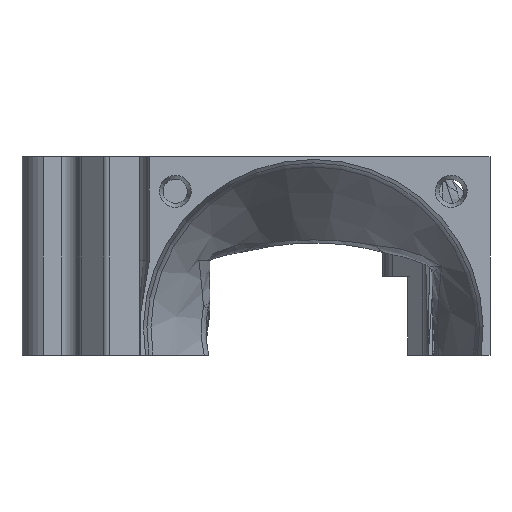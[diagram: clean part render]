
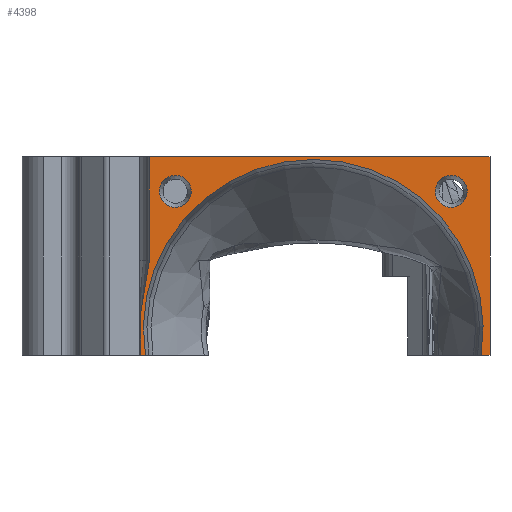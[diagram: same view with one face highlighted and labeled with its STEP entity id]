
A CAD part, left-side view. The second image highlights one B-rep face of the part: STEP entity #4398.
In plain terms, the highlighted planar face has unit normal (-1, 0, 0).
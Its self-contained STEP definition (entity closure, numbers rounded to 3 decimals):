
#348=FACE_BOUND('',#994,.T.);
#349=FACE_BOUND('',#995,.T.);
#421=CIRCLE('',#4590,1.85);
#422=CIRCLE('',#4591,1.85);
#430=CIRCLE('',#4607,1.);
#506=CIRCLE('',#4796,19.7);
#511=CIRCLE('',#4806,1.85);
#512=CIRCLE('',#4807,1.85);
#739=FACE_OUTER_BOUND('',#993,.T.);
#993=EDGE_LOOP('',(#3975,#3976,#3977,#3978,#3979,#3980,#3981,#3982,#3983));
#994=EDGE_LOOP('',(#3984,#3985));
#995=EDGE_LOOP('',(#3986,#3987));
#1093=LINE('',#6211,#1409);
#1218=LINE('',#7046,#1534);
#1220=LINE('',#7060,#1536);
#1300=LINE('',#9212,#1616);
#1305=LINE('',#9231,#1621);
#1318=LINE('',#9281,#1634);
#1321=LINE('',#9296,#1637);
#1409=VECTOR('',#5020,10.);
#1534=VECTOR('',#5403,10.);
#1536=VECTOR('',#5407,10.);
#1616=VECTOR('',#5815,10.);
#1621=VECTOR('',#5828,10.);
#1634=VECTOR('',#5879,10.);
#1637=VECTOR('',#5898,10.);
#1726=VERTEX_POINT('',#6206);
#1727=VERTEX_POINT('',#6210);
#1882=VERTEX_POINT('',#6780);
#1883=VERTEX_POINT('',#6782);
#1899=VERTEX_POINT('',#6981);
#1900=VERTEX_POINT('',#6982);
#1904=VERTEX_POINT('',#7059);
#2051=VERTEX_POINT('',#9209);
#2052=VERTEX_POINT('',#9211);
#2058=VERTEX_POINT('',#9228);
#2059=VERTEX_POINT('',#9230);
#2065=VERTEX_POINT('',#9290);
#2066=VERTEX_POINT('',#9292);
#2186=EDGE_CURVE('',#1727,#1726,#1093,.T.);
#2390=EDGE_CURVE('',#1883,#1882,#421,.T.);
#2391=EDGE_CURVE('',#1882,#1883,#422,.T.);
#2417=EDGE_CURVE('',#1899,#1900,#430,.T.);
#2425=EDGE_CURVE('',#1727,#1899,#1218,.T.);
#2427=EDGE_CURVE('',#1904,#1900,#1220,.T.);
#2686=EDGE_CURVE('',#2051,#2052,#1300,.T.);
#2694=EDGE_CURVE('',#2058,#2059,#1305,.T.);
#2711=EDGE_CURVE('',#1726,#2059,#506,.T.);
#2714=EDGE_CURVE('',#2051,#1904,#1318,.T.);
#2719=EDGE_CURVE('',#2066,#2065,#511,.T.);
#2720=EDGE_CURVE('',#2065,#2066,#512,.T.);
#2721=EDGE_CURVE('',#2052,#2058,#1321,.T.);
#3975=ORIENTED_EDGE('',*,*,#2686,.F.);
#3976=ORIENTED_EDGE('',*,*,#2714,.T.);
#3977=ORIENTED_EDGE('',*,*,#2427,.T.);
#3978=ORIENTED_EDGE('',*,*,#2417,.F.);
#3979=ORIENTED_EDGE('',*,*,#2425,.F.);
#3980=ORIENTED_EDGE('',*,*,#2186,.T.);
#3981=ORIENTED_EDGE('',*,*,#2711,.T.);
#3982=ORIENTED_EDGE('',*,*,#2694,.F.);
#3983=ORIENTED_EDGE('',*,*,#2721,.F.);
#3984=ORIENTED_EDGE('',*,*,#2390,.T.);
#3985=ORIENTED_EDGE('',*,*,#2391,.T.);
#3986=ORIENTED_EDGE('',*,*,#2719,.T.);
#3987=ORIENTED_EDGE('',*,*,#2720,.T.);
#4164=PLANE('',#4808);
#4398=ADVANCED_FACE('',(#739,#348,#349),#4164,.T.);
#4590=AXIS2_PLACEMENT_3D('',#6783,#5354,#5355);
#4591=AXIS2_PLACEMENT_3D('',#6784,#5356,#5357);
#4607=AXIS2_PLACEMENT_3D('',#6983,#5389,#5390);
#4796=AXIS2_PLACEMENT_3D('',#9276,#5869,#5870);
#4806=AXIS2_PLACEMENT_3D('',#9293,#5892,#5893);
#4807=AXIS2_PLACEMENT_3D('',#9294,#5894,#5895);
#4808=AXIS2_PLACEMENT_3D('',#9295,#5896,#5897);
#5020=DIRECTION('',(0.,-1.,0.));
#5354=DIRECTION('center_axis',(1.,0.,0.));
#5355=DIRECTION('ref_axis',(0.,0.,1.));
#5356=DIRECTION('center_axis',(1.,0.,0.));
#5357=DIRECTION('ref_axis',(0.,0.,1.));
#5389=DIRECTION('center_axis',(1.,0.,0.));
#5390=DIRECTION('ref_axis',(0.,0.997,0.082));
#5403=DIRECTION('',(0.,0.,1.));
#5407=DIRECTION('',(0.,0.164,-0.986));
#5815=DIRECTION('',(0.,-1.,0.));
#5828=DIRECTION('',(0.,1.,0.));
#5869=DIRECTION('center_axis',(1.,0.,0.));
#5870=DIRECTION('ref_axis',(0.,1.,0.));
#5879=DIRECTION('',(0.,0.,-1.));
#5892=DIRECTION('center_axis',(1.,0.,0.));
#5893=DIRECTION('ref_axis',(0.,0.,1.));
#5894=DIRECTION('center_axis',(1.,0.,0.));
#5895=DIRECTION('ref_axis',(0.,0.,1.));
#5896=DIRECTION('center_axis',(-1.,0.,0.));
#5897=DIRECTION('ref_axis',(0.,1.,0.));
#5898=DIRECTION('',(0.,0.,-1.));
#6206=CARTESIAN_POINT('',(-22.5,-44.53,0.));
#6210=CARTESIAN_POINT('',(-22.5,-44.,0.));
#6211=CARTESIAN_POINT('',(-22.5,-44.,0.));
#6780=CARTESIAN_POINT('',(-22.5,-80.,17.15));
#6782=CARTESIAN_POINT('',(-22.5,-79.,20.556));
#6783=CARTESIAN_POINT('Origin',(-22.5,-80.,19.));
#6784=CARTESIAN_POINT('Origin',(-22.5,-80.,19.));
#6981=CARTESIAN_POINT('',(-22.5,-44.,4.917));
#6982=CARTESIAN_POINT('',(-22.5,-44.014,5.082));
#6983=CARTESIAN_POINT('Origin',(-22.5,-45.,4.917));
#7046=CARTESIAN_POINT('',(-22.5,-44.,0.));
#7059=CARTESIAN_POINT('',(-22.5,-45.,11.));
#7060=CARTESIAN_POINT('',(-22.5,-43.595,2.568));
#9209=CARTESIAN_POINT('',(-22.5,-45.,23.));
#9211=CARTESIAN_POINT('',(-22.5,-84.5,23.));
#9212=CARTESIAN_POINT('',(-22.5,-42.,23.));
#9228=CARTESIAN_POINT('',(-22.5,-84.5,0.));
#9230=CARTESIAN_POINT('',(-22.5,-83.47,0.));
#9231=CARTESIAN_POINT('',(-22.5,-42.,0.));
#9276=CARTESIAN_POINT('Origin',(-22.5,-64.,3.));
#9281=CARTESIAN_POINT('',(-22.5,-45.,17.));
#9290=CARTESIAN_POINT('',(-22.5,-48.,17.15));
#9292=CARTESIAN_POINT('',(-22.5,-48.25,17.167));
#9293=CARTESIAN_POINT('Origin',(-22.5,-48.,19.));
#9294=CARTESIAN_POINT('Origin',(-22.5,-48.,19.));
#9295=CARTESIAN_POINT('Origin',(-22.5,-84.,23.));
#9296=CARTESIAN_POINT('',(-22.5,-84.5,23.));
